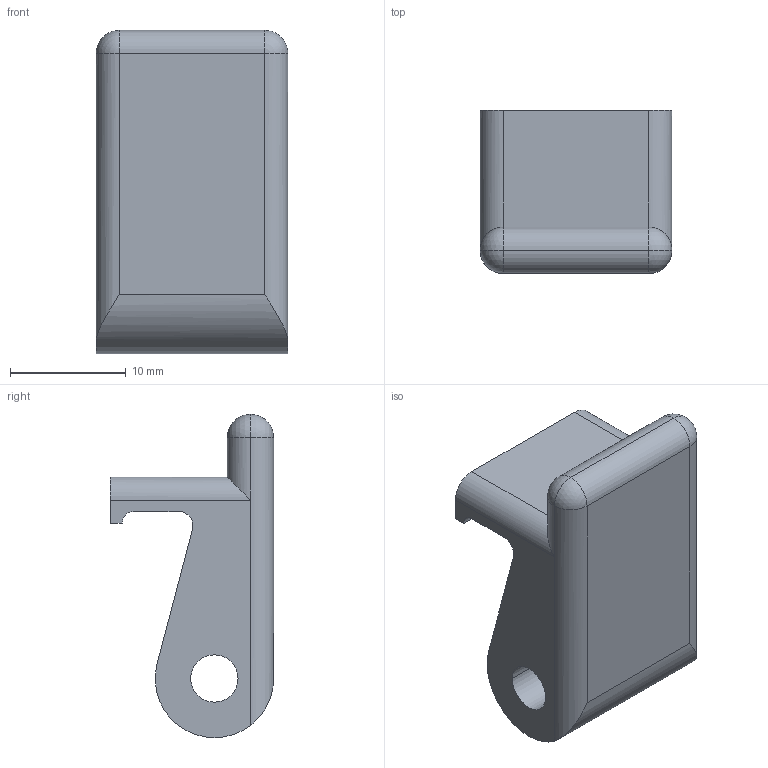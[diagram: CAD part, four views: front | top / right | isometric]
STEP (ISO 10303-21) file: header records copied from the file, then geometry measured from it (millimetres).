
FILE_DESCRIPTION (( 'STEP AP214' ), '1' );
FILE_NAME ('Haimer Case Latch.STEP', '2024-12-24T22:31:20', ( '' ), ( '' ), 'SwSTEP 2.0', 'SolidWorks 2020', '' );
FILE_SCHEMA (( 'AUTOMOTIVE_DESIGN' ));
Length unit declared in the file: millimetre
Products named in the file (1): Haimer Case Latch
Bounding box: 16.6 x 14.12 x 28 mm (x, y, z)
Volume: 3501 mm3; surface area: 1943.6 mm2
Topology: 1 solids, 1 shells, 27 faces, 67 edges, 38 vertices
Faces by surface type: cylinder 14, plane 9, sphere 4
Entity records: 823 total; most frequent: CARTESIAN_POINT 159, DIRECTION 139, ORIENTED_EDGE 126, EDGE_CURVE 63, AXIS2_PLACEMENT_3D 52, VERTEX_POINT 38, LINE 35, VECTOR 35
